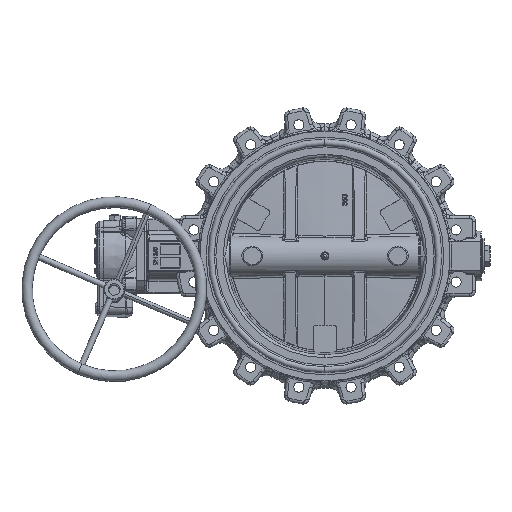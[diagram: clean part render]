
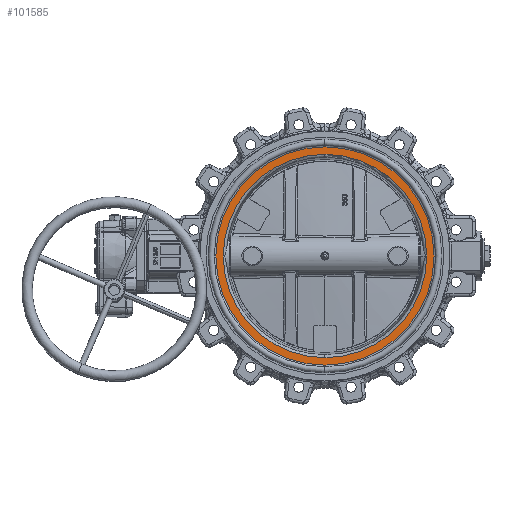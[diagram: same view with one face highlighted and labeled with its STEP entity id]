
A CAD part, left-side view. The second image highlights one B-rep face of the part: STEP entity #101585.
In plain terms, the highlighted planar face has unit normal (-1, 0, 0).
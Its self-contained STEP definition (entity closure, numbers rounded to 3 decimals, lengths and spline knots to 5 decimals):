
#4956 = AXIS2_PLACEMENT_3D ( 'NONE', #72022, #31455, #135578 ) ;
#7950 = CARTESIAN_POINT ( 'NONE',  ( -0.039, 0., 0. ) ) ;
#8475 = VERTEX_POINT ( 'NONE', #23836 ) ;
#10000 = ORIENTED_EDGE ( 'NONE', *, *, #12202, .F. ) ;
#12202 = EDGE_CURVE ( 'NONE', #23842, #8475, #155465, .T. ) ;
#21239 = CARTESIAN_POINT ( 'NONE',  ( -0.039, 0., 0. ) ) ;
#21854 = EDGE_CURVE ( 'NONE', #124218, #95875, #145570, .T. ) ;
#23836 = CARTESIAN_POINT ( 'NONE',  ( -0.039, 0., 0.17498 ) ) ;
#23842 = VERTEX_POINT ( 'NONE', #47047 ) ;
#23968 = AXIS2_PLACEMENT_3D ( 'NONE', #150756, #34733, #85513 ) ;
#24655 = EDGE_CURVE ( 'NONE', #8475, #23842, #102260, .T. ) ;
#27822 = ORIENTED_EDGE ( 'NONE', *, *, #47896, .T. ) ;
#29547 = ORIENTED_EDGE ( 'NONE', *, *, #21854, .T. ) ;
#31455 = DIRECTION ( 'NONE',  ( -1., 0., 0. ) ) ;
#34227 = CIRCLE ( 'NONE', #69332, 0.18775 ) ;
#34733 = DIRECTION ( 'NONE',  ( -1., 0., 0. ) ) ;
#36556 = CARTESIAN_POINT ( 'NONE',  ( -0.039, 0., 0. ) ) ;
#45397 = ORIENTED_EDGE ( 'NONE', *, *, #24655, .F. ) ;
#47018 = CARTESIAN_POINT ( 'NONE',  ( -0.039, 0., -0.18775 ) ) ;
#47047 = CARTESIAN_POINT ( 'NONE',  ( -0.039, 0., -0.17498 ) ) ;
#47896 = EDGE_CURVE ( 'NONE', #95875, #124218, #34227, .T. ) ;
#69332 = AXIS2_PLACEMENT_3D ( 'NONE', #21239, #123714, #99094 ) ;
#72022 = CARTESIAN_POINT ( 'NONE',  ( -0.039, 0., -0.18775 ) ) ;
#81177 = CARTESIAN_POINT ( 'NONE',  ( -0.039, 0., 0.18775 ) ) ;
#82388 = AXIS2_PLACEMENT_3D ( 'NONE', #36556, #152600, #100879 ) ;
#84983 = DIRECTION ( 'NONE',  ( 0., 0., -1. ) ) ;
#85513 = DIRECTION ( 'NONE',  ( 0., 0., -1. ) ) ;
#95875 = VERTEX_POINT ( 'NONE', #81177 ) ;
#99094 = DIRECTION ( 'NONE',  ( 0., 0., -1. ) ) ;
#100879 = DIRECTION ( 'NONE',  ( 0., 0., -1. ) ) ;
#101585 = ADVANCED_FACE ( 'NONE', ( #144964, #116192 ), #155181, .T. ) ;
#102260 = CIRCLE ( 'NONE', #148255, 0.17498 ) ;
#109180 = EDGE_LOOP ( 'NONE', ( #10000, #45397 ) ) ;
#110668 = EDGE_LOOP ( 'NONE', ( #29547, #27822 ) ) ;
#116192 = FACE_BOUND ( 'NONE', #109180, .T. ) ;
#123714 = DIRECTION ( 'NONE',  ( -1., 0., 0. ) ) ;
#124218 = VERTEX_POINT ( 'NONE', #47018 ) ;
#135578 = DIRECTION ( 'NONE',  ( 0., 0., -1. ) ) ;
#136675 = DIRECTION ( 'NONE',  ( -1., 0., 0. ) ) ;
#144964 = FACE_OUTER_BOUND ( 'NONE', #110668, .T. ) ;
#145570 = CIRCLE ( 'NONE', #23968, 0.18775 ) ;
#148255 = AXIS2_PLACEMENT_3D ( 'NONE', #7950, #136675, #84983 ) ;
#150756 = CARTESIAN_POINT ( 'NONE',  ( -0.039, 0., 0. ) ) ;
#152600 = DIRECTION ( 'NONE',  ( -1., 0., 0. ) ) ;
#155181 = PLANE ( 'NONE',  #4956 ) ;
#155465 = CIRCLE ( 'NONE', #82388, 0.17498 ) ;
